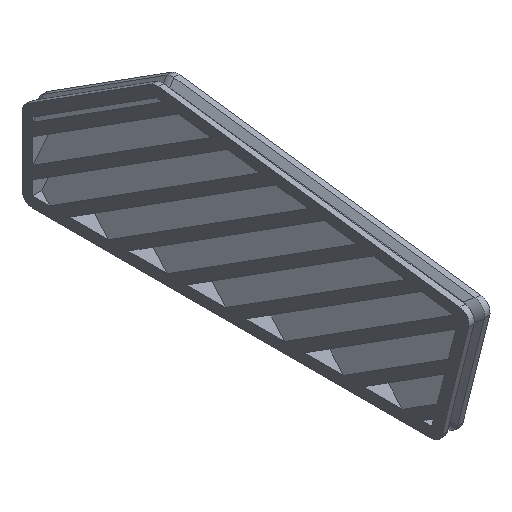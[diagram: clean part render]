
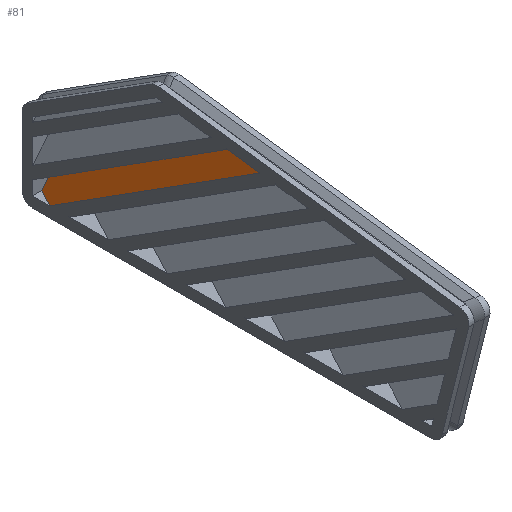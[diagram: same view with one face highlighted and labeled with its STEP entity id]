
A CAD part, isometric view. The second image highlights one B-rep face of the part: STEP entity #81.
In plain terms, the highlighted planar face has unit normal (-0.707, 0.379, 0.597).
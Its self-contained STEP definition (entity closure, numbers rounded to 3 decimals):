
#81=ADVANCED_FACE('',(#405),#407,.T.);
#405=FACE_BOUND('',#406,.T.);
#406=EDGE_LOOP('',(#1036,#1037,#1038,#1039,#1040));
#407=PLANE('',#408);
#408=AXIS2_PLACEMENT_3D('',#409,#410,#411);
#409=CARTESIAN_POINT('',(0.,4.028,43.644));
#410=DIRECTION('',(-0.707,0.379,0.597));
#411=DIRECTION('',(0.707,0.379,0.597));
#1036=ORIENTED_EDGE('',*,*,#1470,.T.);
#1037=ORIENTED_EDGE('',*,*,#1410,.F.);
#1038=ORIENTED_EDGE('',*,*,#1465,.T.);
#1039=ORIENTED_EDGE('',*,*,#1394,.T.);
#1040=ORIENTED_EDGE('',*,*,#1468,.T.);
#1394=EDGE_CURVE('',#1739,#1744,#1746,.T.);
#1410=EDGE_CURVE('',#1771,#1773,#1774,.T.);
#1465=EDGE_CURVE('',#1771,#1739,#1870,.T.);
#1468=EDGE_CURVE('',#1744,#1873,#1874,.T.);
#1470=EDGE_CURVE('',#1873,#1773,#1876,.T.);
#1739=VERTEX_POINT('',#2426);
#1744=VERTEX_POINT('',#2435);
#1746=LINE('',#2439,#2440);
#1771=VERTEX_POINT('',#2499);
#1773=VERTEX_POINT('',#2503);
#1774=LINE('',#2504,#2505);
#1870=LINE('',#2714,#2715);
#1873=VERTEX_POINT('',#2723);
#1874=LINE('',#2724,#2725);
#1876=LINE('',#2730,#2731);
#2426=CARTESIAN_POINT('',(4.,38.915,26.223));
#2435=CARTESIAN_POINT('',(4.,76.,2.668));
#2439=CARTESIAN_POINT('',(4.,38.915,26.223));
#2440=VECTOR('',#2441,1.);
#2441=DIRECTION('',(0.,0.844,-0.536));
#2499=CARTESIAN_POINT('',(0.,32.746,25.403));
#2503=CARTESIAN_POINT('',(0.,72.74,0.));
#2504=CARTESIAN_POINT('',(0.,32.746,25.403));
#2505=VECTOR('',#2506,1.);
#2506=DIRECTION('',(0.,0.844,-0.536));
#2714=CARTESIAN_POINT('',(0.,32.746,25.403));
#2715=VECTOR('',#2716,1.);
#2716=DIRECTION('',(0.541,0.834,0.111));
#2723=CARTESIAN_POINT('',(1.748,76.,0.));
#2724=CARTESIAN_POINT('',(4.,76.,2.668));
#2725=VECTOR('',#2726,1.);
#2726=DIRECTION('',(-0.645,0.,-0.764));
#2730=CARTESIAN_POINT('',(1.748,76.,0.));
#2731=VECTOR('',#2732,1.);
#2732=DIRECTION('',(-0.473,-0.881,0.));
